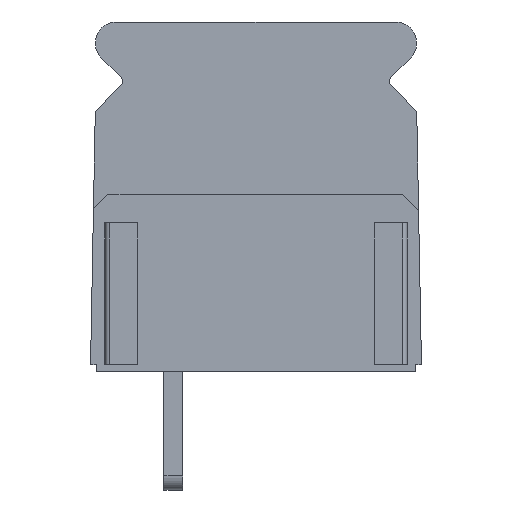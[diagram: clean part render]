
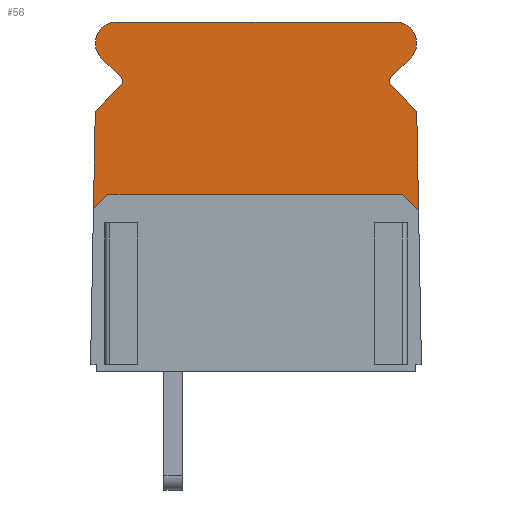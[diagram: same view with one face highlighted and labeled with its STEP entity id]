
A CAD part, left-side view. The second image highlights one B-rep face of the part: STEP entity #56.
In plain terms, the highlighted planar face has unit normal (-1, 0, 0).
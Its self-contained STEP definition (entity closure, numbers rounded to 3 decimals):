
#56 = ADVANCED_FACE( '', ( #664, #665 ), #666, .T. );
#664 = FACE_BOUND( '', #1924, .T. );
#665 = FACE_OUTER_BOUND( '', #1925, .T. );
#666 = PLANE( '', #1926 );
#1924 = EDGE_LOOP( '', ( #3827, #3828, #3829, #3830 ) );
#1925 = EDGE_LOOP( '', ( #3831, #3832, #3833, #3834, #3835, #3836, #3837, #3838, #3839, #3840, #3841, #3842, #3843, #3844, #3845, #3846 ) );
#1926 = AXIS2_PLACEMENT_3D( '', #3847, #3848, #3849 );
#3827 = ORIENTED_EDGE( '', *, *, #8941, .F. );
#3828 = ORIENTED_EDGE( '', *, *, #8942, .T. );
#3829 = ORIENTED_EDGE( '', *, *, #8929, .T. );
#3830 = ORIENTED_EDGE( '', *, *, #8940, .T. );
#3831 = ORIENTED_EDGE( '', *, *, #8943, .F. );
#3832 = ORIENTED_EDGE( '', *, *, #8944, .F. );
#3833 = ORIENTED_EDGE( '', *, *, #8945, .F. );
#3834 = ORIENTED_EDGE( '', *, *, #8946, .F. );
#3835 = ORIENTED_EDGE( '', *, *, #8947, .F. );
#3836 = ORIENTED_EDGE( '', *, *, #8948, .F. );
#3837 = ORIENTED_EDGE( '', *, *, #8949, .F. );
#3838 = ORIENTED_EDGE( '', *, *, #8950, .F. );
#3839 = ORIENTED_EDGE( '', *, *, #8951, .F. );
#3840 = ORIENTED_EDGE( '', *, *, #8952, .F. );
#3841 = ORIENTED_EDGE( '', *, *, #8953, .F. );
#3842 = ORIENTED_EDGE( '', *, *, #8954, .F. );
#3843 = ORIENTED_EDGE( '', *, *, #8955, .F. );
#3844 = ORIENTED_EDGE( '', *, *, #8956, .F. );
#3845 = ORIENTED_EDGE( '', *, *, #8957, .F. );
#3846 = ORIENTED_EDGE( '', *, *, #8958, .F. );
#3847 = CARTESIAN_POINT( '', ( -22.725, 5.832, 12.296 ) );
#3848 = DIRECTION( '', ( -1., 0., 0. ) );
#3849 = DIRECTION( '', ( 0., -1., 0. ) );
#8929 = EDGE_CURVE( '', #10742, #10757, #10759, .T. );
#8940 = EDGE_CURVE( '', #10757, #10778, #10780, .F. );
#8941 = EDGE_CURVE( '', #10781, #10778, #10782, .T. );
#8942 = EDGE_CURVE( '', #10781, #10742, #10783, .T. );
#8943 = EDGE_CURVE( '', #10784, #10785, #10786, .T. );
#8944 = EDGE_CURVE( '', #10787, #10784, #10788, .T. );
#8945 = EDGE_CURVE( '', #10789, #10787, #10790, .T. );
#8946 = EDGE_CURVE( '', #10791, #10789, #10792, .T. );
#8947 = EDGE_CURVE( '', #10793, #10791, #10794, .T. );
#8948 = EDGE_CURVE( '', #10795, #10793, #10796, .T. );
#8949 = EDGE_CURVE( '', #10797, #10795, #10798, .T. );
#8950 = EDGE_CURVE( '', #10799, #10797, #10800, .T. );
#8951 = EDGE_CURVE( '', #10801, #10799, #10802, .T. );
#8952 = EDGE_CURVE( '', #10803, #10801, #10804, .T. );
#8953 = EDGE_CURVE( '', #10805, #10803, #10806, .T. );
#8954 = EDGE_CURVE( '', #10807, #10805, #10808, .T. );
#8955 = EDGE_CURVE( '', #10809, #10807, #10810, .T. );
#8956 = EDGE_CURVE( '', #10811, #10809, #10812, .T. );
#8957 = EDGE_CURVE( '', #10813, #10811, #10814, .T. );
#8958 = EDGE_CURVE( '', #10785, #10813, #10815, .T. );
#10742 = VERTEX_POINT( '', #13570 );
#10757 = VERTEX_POINT( '', #13592 );
#10759 = LINE( '', #13594, #13595 );
#10778 = VERTEX_POINT( '', #13622 );
#10780 = LINE( '', #13624, #13625 );
#10781 = VERTEX_POINT( '', #13626 );
#10782 = LINE( '', #13627, #13628 );
#10783 = LINE( '', #13629, #13630 );
#10784 = VERTEX_POINT( '', #13631 );
#10785 = VERTEX_POINT( '', #13632 );
#10786 = LINE( '', #13633, #13634 );
#10787 = VERTEX_POINT( '', #13635 );
#10788 = LINE( '', #13636, #13637 );
#10789 = VERTEX_POINT( '', #13638 );
#10790 = LINE( '', #13639, #13640 );
#10791 = VERTEX_POINT( '', #13641 );
#10792 = CIRCLE( '', #13642, 0.2 );
#10793 = VERTEX_POINT( '', #13643 );
#10794 = LINE( '', #13644, #13645 );
#10795 = VERTEX_POINT( '', #13646 );
#10796 = CIRCLE( '', #13647, 0.9 );
#10797 = VERTEX_POINT( '', #13648 );
#10798 = LINE( '', #13649, #13650 );
#10799 = VERTEX_POINT( '', #13651 );
#10800 = CIRCLE( '', #13652, 0.9 );
#10801 = VERTEX_POINT( '', #13653 );
#10802 = LINE( '', #13654, #13655 );
#10803 = VERTEX_POINT( '', #13656 );
#10804 = CIRCLE( '', #13657, 0.2 );
#10805 = VERTEX_POINT( '', #13658 );
#10806 = LINE( '', #13659, #13660 );
#10807 = VERTEX_POINT( '', #13661 );
#10808 = LINE( '', #13662, #13663 );
#10809 = VERTEX_POINT( '', #13664 );
#10810 = LINE( '', #13665, #13666 );
#10811 = VERTEX_POINT( '', #13667 );
#10812 = LINE( '', #13668, #13669 );
#10813 = VERTEX_POINT( '', #13670 );
#10814 = LINE( '', #13671, #13672 );
#10815 = LINE( '', #13673, #13674 );
#13570 = CARTESIAN_POINT( '', ( -22.725, -0.832, 0.3 ) );
#13592 = CARTESIAN_POINT( '', ( -22.725, -0.231, 0.3 ) );
#13594 = CARTESIAN_POINT( '', ( -22.725, 5.832, 0.3 ) );
#13595 = VECTOR( '', #18988, 1000. );
#13622 = CARTESIAN_POINT( '', ( -22.725, -0.231, 1.3 ) );
#13624 = CARTESIAN_POINT( '', ( -22.725, -0.231, 1.3 ) );
#13625 = VECTOR( '', #19003, 1000. );
#13626 = CARTESIAN_POINT( '', ( -22.725, -0.832, 1.3 ) );
#13627 = CARTESIAN_POINT( '', ( -22.725, 5.832, 1.3 ) );
#13628 = VECTOR( '', #19004, 1000. );
#13629 = CARTESIAN_POINT( '', ( -22.725, -0.832, 1.3 ) );
#13630 = VECTOR( '', #19005, 1000. );
#13631 = CARTESIAN_POINT( '', ( -22.725, -7., 0.3 ) );
#13632 = CARTESIAN_POINT( '', ( -22.725, -6.75, 0.3 ) );
#13633 = CARTESIAN_POINT( '', ( -22.725, -7., 0.3 ) );
#13634 = VECTOR( '', #19006, 1000. );
#13635 = CARTESIAN_POINT( '', ( -22.725, -6.8, 11. ) );
#13636 = CARTESIAN_POINT( '', ( -22.725, -6.8, 11. ) );
#13637 = VECTOR( '', #19007, 1000. );
#13638 = CARTESIAN_POINT( '', ( -22.725, -5.688, 12.157 ) );
#13639 = CARTESIAN_POINT( '', ( -22.725, -5.688, 12.157 ) );
#13640 = VECTOR( '', #19008, 1000. );
#13641 = CARTESIAN_POINT( '', ( -22.725, -5.692, 12.439 ) );
#13642 = AXIS2_PLACEMENT_3D( '', #19009, #19010, #19011 );
#13643 = CARTESIAN_POINT( '', ( -22.725, -6.529, 13.256 ) );
#13644 = CARTESIAN_POINT( '', ( -22.725, -6.529, 13.256 ) );
#13645 = VECTOR( '', #19012, 1000. );
#13646 = CARTESIAN_POINT( '', ( -22.725, -5.9, 14.8 ) );
#13647 = AXIS2_PLACEMENT_3D( '', #19013, #19014, #19015 );
#13648 = CARTESIAN_POINT( '', ( -22.725, 5.9, 14.8 ) );
#13649 = CARTESIAN_POINT( '', ( -22.725, 5.9, 14.8 ) );
#13650 = VECTOR( '', #19016, 1000. );
#13651 = CARTESIAN_POINT( '', ( -22.725, 6.529, 13.256 ) );
#13652 = AXIS2_PLACEMENT_3D( '', #19017, #19018, #19019 );
#13653 = CARTESIAN_POINT( '', ( -22.725, 5.692, 12.439 ) );
#13654 = CARTESIAN_POINT( '', ( -22.725, 5.692, 12.439 ) );
#13655 = VECTOR( '', #19020, 1000. );
#13656 = CARTESIAN_POINT( '', ( -22.725, 5.688, 12.157 ) );
#13657 = AXIS2_PLACEMENT_3D( '', #19021, #19022, #19023 );
#13658 = CARTESIAN_POINT( '', ( -22.725, 6.8, 11. ) );
#13659 = CARTESIAN_POINT( '', ( -22.725, 6.8, 11. ) );
#13660 = VECTOR( '', #19024, 1000. );
#13661 = CARTESIAN_POINT( '', ( -22.725, 7., 0.3 ) );
#13662 = CARTESIAN_POINT( '', ( -22.725, 7., 0.3 ) );
#13663 = VECTOR( '', #19025, 1000. );
#13664 = CARTESIAN_POINT( '', ( -22.725, 6.75, 0.3 ) );
#13665 = CARTESIAN_POINT( '', ( -22.725, 6.75, 0.3 ) );
#13666 = VECTOR( '', #19026, 1000. );
#13667 = CARTESIAN_POINT( '', ( -22.725, 6.75, 0. ) );
#13668 = CARTESIAN_POINT( '', ( -22.725, 6.75, 0. ) );
#13669 = VECTOR( '', #19027, 1000. );
#13670 = CARTESIAN_POINT( '', ( -22.725, -6.75, 0. ) );
#13671 = CARTESIAN_POINT( '', ( -22.725, -6.75, 0. ) );
#13672 = VECTOR( '', #19028, 1000. );
#13673 = CARTESIAN_POINT( '', ( -22.725, -6.75, 0.3 ) );
#13674 = VECTOR( '', #19029, 1000. );
#18988 = DIRECTION( '', ( 0., 1., 0. ) );
#19003 = DIRECTION( '', ( 0., 0., -1. ) );
#19004 = DIRECTION( '', ( 0., 1., 0. ) );
#19005 = DIRECTION( '', ( 0., 0., -1. ) );
#19006 = DIRECTION( '', ( 0., 1., 0. ) );
#19007 = DIRECTION( '', ( 0., -0.019, -1. ) );
#19008 = DIRECTION( '', ( 0., -0.693, -0.721 ) );
#19009 = CARTESIAN_POINT( '', ( -22.725, -5.832, 12.296 ) );
#19010 = DIRECTION( '', ( -1., 0., 0. ) );
#19011 = DIRECTION( '', ( 0., -1., 0. ) );
#19012 = DIRECTION( '', ( 0., 0.715, -0.699 ) );
#19013 = CARTESIAN_POINT( '', ( -22.725, -5.9, 13.9 ) );
#19014 = DIRECTION( '', ( 1., 0., 0. ) );
#19015 = DIRECTION( '', ( 0., 1., 0. ) );
#19016 = DIRECTION( '', ( 0., -1., 0. ) );
#19017 = CARTESIAN_POINT( '', ( -22.725, 5.9, 13.9 ) );
#19018 = DIRECTION( '', ( 1., 0., 0. ) );
#19019 = DIRECTION( '', ( 0., -1., 0. ) );
#19020 = DIRECTION( '', ( 0., 0.715, 0.699 ) );
#19021 = CARTESIAN_POINT( '', ( -22.725, 5.832, 12.296 ) );
#19022 = DIRECTION( '', ( -1., 0., 0. ) );
#19023 = DIRECTION( '', ( 0., 1., 0. ) );
#19024 = DIRECTION( '', ( 0., -0.693, 0.721 ) );
#19025 = DIRECTION( '', ( 0., -0.019, 1. ) );
#19026 = DIRECTION( '', ( 0., 1., 0. ) );
#19027 = DIRECTION( '', ( 0., 0., 1. ) );
#19028 = DIRECTION( '', ( 0., 1., 0. ) );
#19029 = DIRECTION( '', ( 0., 0., -1. ) );
